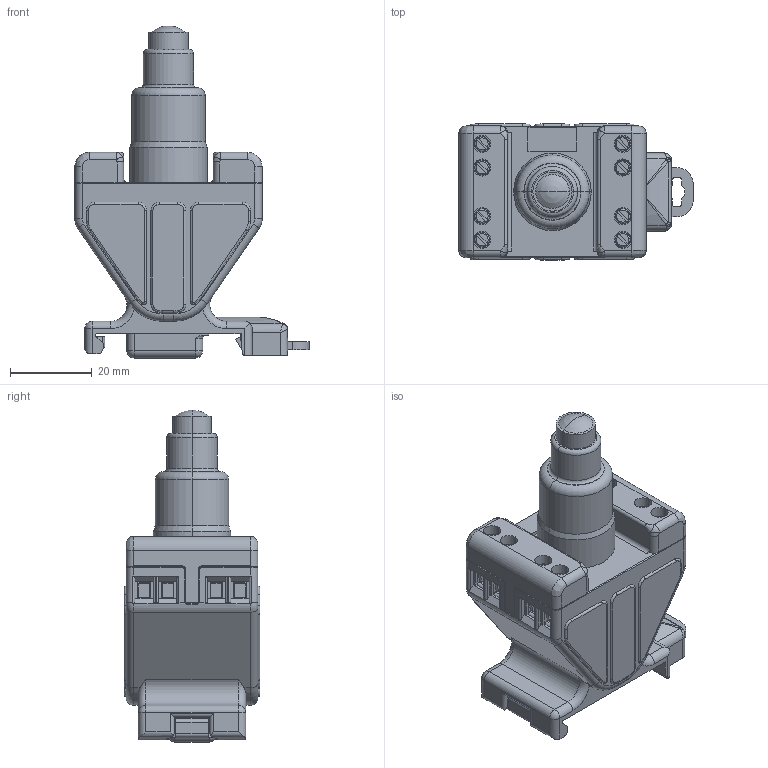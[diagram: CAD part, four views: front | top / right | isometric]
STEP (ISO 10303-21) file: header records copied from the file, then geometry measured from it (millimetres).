
FILE_DESCRIPTION((''),'2;1');
FILE_NAME('05-1141-0207_-0313_GEHAEUSE','2023-10-19T16:37:35',('Beil'),(''),'CREO PARAMETRIC BY PTC INC, 2019030','CREO PARAMETRIC BY PTC INC, 2019030','');
FILE_SCHEMA(('CONFIG_CONTROL_DESIGN','SHAPE_APPEARANCE_LAYERS_GROUPS'));
Length unit declared in the file: millimetre
Products named in the file (1): 05-1141-0207_-0313_GEHAEUSE
Bounding box: 57.45 x 33.3 x 81.4 mm (x, y, z)
Volume: 54575.4 mm3; surface area: 21591.9 mm2
Topology: 2 solids, 2 shells, 1339 faces, 3611 edges, 2300 vertices
Faces by surface type: plane 800, cylinder 353, torus 108, cone 34, bspline 32, sphere 12
Entity records: 58080 total; most frequent: CARTESIAN_POINT 9626, ORIENTED_EDGE 7218, DIRECTION 6816, PRESENTATION_STYLE_ASSIGNMENT 3949, STYLED_ITEM 3611, CURVE_STYLE 3609, EDGE_CURVE 3609, VECTOR 2430
